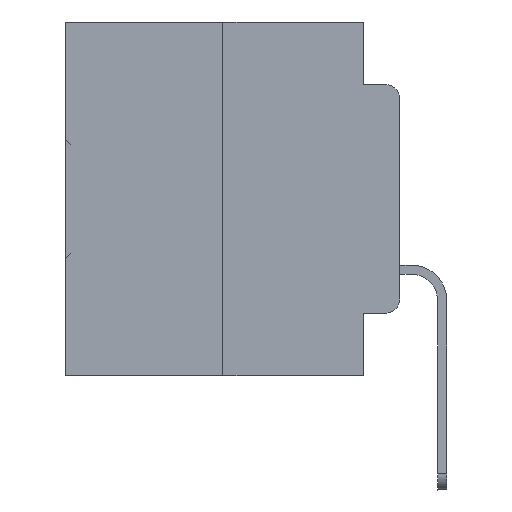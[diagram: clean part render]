
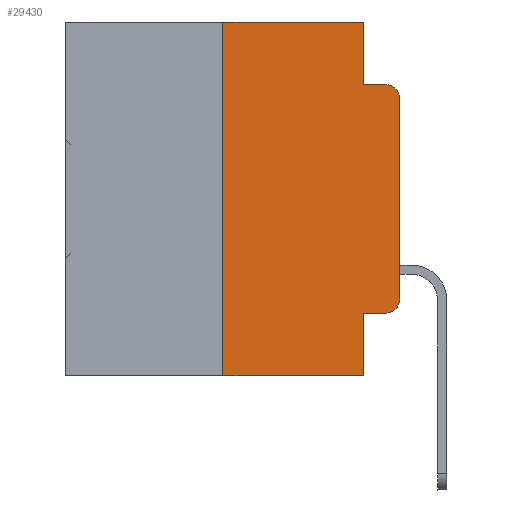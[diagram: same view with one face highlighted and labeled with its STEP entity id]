
A CAD part, left-side view. The second image highlights one B-rep face of the part: STEP entity #29430.
In plain terms, the highlighted planar face has unit normal (-1, 0, 0).
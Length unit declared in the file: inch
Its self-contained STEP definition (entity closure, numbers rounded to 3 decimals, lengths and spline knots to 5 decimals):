
#24 = CARTESIAN_POINT ( 'NONE',  ( 0., 0.051, 0. ) ) ;
#395 = DIRECTION ( 'NONE',  ( 0., 0., -1. ) ) ;
#484 = DIRECTION ( 'NONE',  ( 0., 0., -1. ) ) ;
#1622 = VECTOR ( 'NONE', #21967, 39.37008 ) ;
#2665 = PLANE ( 'NONE',  #8970 ) ;
#2685 = CARTESIAN_POINT ( 'NONE',  ( 0., 0.051, 0. ) ) ;
#2894 = CARTESIAN_POINT ( 'NONE',  ( 0., 0.02, -0.4115 ) ) ;
#2952 = AXIS2_PLACEMENT_3D ( 'NONE', #33306, #12107, #4279 ) ;
#4279 = DIRECTION ( 'NONE',  ( 0., 0., -1. ) ) ;
#4390 = ORIENTED_EDGE ( 'NONE', *, *, #13439, .F. ) ;
#4827 = ORIENTED_EDGE ( 'NONE', *, *, #7434, .F. ) ;
#4910 = DIRECTION ( 'NONE',  ( 0., 0., 1. ) ) ;
#5076 = EDGE_CURVE ( 'NONE', #28974, #10336, #10560, .T. ) ;
#5384 = EDGE_CURVE ( 'NONE', #31469, #24106, #8514, .T. ) ;
#5479 = DIRECTION ( 'NONE',  ( 0., 0., 1. ) ) ;
#5633 = LINE ( 'NONE', #29261, #27299 ) ;
#5717 = CARTESIAN_POINT ( 'NONE',  ( 0., 0.02, -0.1085 ) ) ;
#5839 = CARTESIAN_POINT ( 'NONE',  ( 0., 0.051, -0.5 ) ) ;
#6707 = VERTEX_POINT ( 'NONE', #26670 ) ;
#7102 = DIRECTION ( 'NONE',  ( 0., -1., 0. ) ) ;
#7210 = FACE_OUTER_BOUND ( 'NONE', #12230, .T. ) ;
#7434 = EDGE_CURVE ( 'NONE', #13603, #10336, #12546, .T. ) ;
#7552 = VECTOR ( 'NONE', #33205, 39.37008 ) ;
#8018 = CARTESIAN_POINT ( 'NONE',  ( 0., 0.051, -0.4115 ) ) ;
#8514 = CIRCLE ( 'NONE', #2952, 0.02 ) ;
#8970 = AXIS2_PLACEMENT_3D ( 'NONE', #25794, #17817, #395 ) ;
#9604 = CARTESIAN_POINT ( 'NONE',  ( 0., 0., 0. ) ) ;
#9682 = VERTEX_POINT ( 'NONE', #15168 ) ;
#9784 = EDGE_CURVE ( 'NONE', #13603, #31469, #23308, .T. ) ;
#10336 = VERTEX_POINT ( 'NONE', #5839 ) ;
#10560 = LINE ( 'NONE', #21152, #25678 ) ;
#10781 = ORIENTED_EDGE ( 'NONE', *, *, #5076, .T. ) ;
#11657 = EDGE_CURVE ( 'NONE', #6707, #29232, #28728, .T. ) ;
#12107 = DIRECTION ( 'NONE',  ( -1., 0., 0. ) ) ;
#12230 = EDGE_LOOP ( 'NONE', ( #29188, #12917, #19054, #4390, #14951, #24688, #10781, #4827, #26955, #26114 ) ) ;
#12546 = LINE ( 'NONE', #23132, #28504 ) ;
#12917 = ORIENTED_EDGE ( 'NONE', *, *, #11657, .T. ) ;
#13126 = LINE ( 'NONE', #26491, #13817 ) ;
#13355 = EDGE_CURVE ( 'NONE', #28974, #26179, #13126, .T. ) ;
#13439 = EDGE_CURVE ( 'NONE', #32394, #9682, #21276, .T. ) ;
#13603 = VERTEX_POINT ( 'NONE', #17449 ) ;
#13817 = VECTOR ( 'NONE', #5479, 39.37008 ) ;
#14951 = ORIENTED_EDGE ( 'NONE', *, *, #29548, .F. ) ;
#15168 = CARTESIAN_POINT ( 'NONE',  ( 0., 0.051, -0.0885 ) ) ;
#15177 = LINE ( 'NONE', #9604, #22503 ) ;
#16233 = DIRECTION ( 'NONE',  ( 0., -1., 0. ) ) ;
#16318 = DIRECTION ( 'NONE',  ( -1., 0., 0. ) ) ;
#16965 = CARTESIAN_POINT ( 'NONE',  ( 0., 0.02, -0.0885 ) ) ;
#17449 = CARTESIAN_POINT ( 'NONE',  ( 0., 0.051, -0.4115 ) ) ;
#17817 = DIRECTION ( 'NONE',  ( 1., 0., 0. ) ) ;
#19054 = ORIENTED_EDGE ( 'NONE', *, *, #26076, .F. ) ;
#20793 = CARTESIAN_POINT ( 'NONE',  ( 0., 0.25, -0.5 ) ) ;
#21152 = CARTESIAN_POINT ( 'NONE',  ( 0., 0.473, -0.5 ) ) ;
#21276 = LINE ( 'NONE', #2685, #1622 ) ;
#21967 = DIRECTION ( 'NONE',  ( 0., 0., -1. ) ) ;
#22503 = VECTOR ( 'NONE', #4910, 39.37008 ) ;
#23132 = CARTESIAN_POINT ( 'NONE',  ( 0., 0.051, 0. ) ) ;
#23308 = LINE ( 'NONE', #8018, #26951 ) ;
#24106 = VERTEX_POINT ( 'NONE', #27549 ) ;
#24688 = ORIENTED_EDGE ( 'NONE', *, *, #13355, .F. ) ;
#25207 = CARTESIAN_POINT ( 'NONE',  ( 0., 0.051, -0.0885 ) ) ;
#25594 = EDGE_CURVE ( 'NONE', #24106, #6707, #15177, .T. ) ;
#25678 = VECTOR ( 'NONE', #7102, 39.37008 ) ;
#25794 = CARTESIAN_POINT ( 'NONE',  ( 0., 0.473, 0. ) ) ;
#26076 = EDGE_CURVE ( 'NONE', #9682, #29232, #28330, .T. ) ;
#26114 = ORIENTED_EDGE ( 'NONE', *, *, #5384, .T. ) ;
#26179 = VERTEX_POINT ( 'NONE', #34228 ) ;
#26491 = CARTESIAN_POINT ( 'NONE',  ( 0., 0.25, 0. ) ) ;
#26670 = CARTESIAN_POINT ( 'NONE',  ( 0., 0., -0.1085 ) ) ;
#26951 = VECTOR ( 'NONE', #31478, 39.37008 ) ;
#26955 = ORIENTED_EDGE ( 'NONE', *, *, #9784, .T. ) ;
#27299 = VECTOR ( 'NONE', #16233, 39.37008 ) ;
#27549 = CARTESIAN_POINT ( 'NONE',  ( 0., 0., -0.3915 ) ) ;
#28330 = LINE ( 'NONE', #25207, #7552 ) ;
#28504 = VECTOR ( 'NONE', #33737, 39.37008 ) ;
#28718 = AXIS2_PLACEMENT_3D ( 'NONE', #5717, #16318, #484 ) ;
#28728 = CIRCLE ( 'NONE', #28718, 0.02 ) ;
#28974 = VERTEX_POINT ( 'NONE', #20793 ) ;
#29188 = ORIENTED_EDGE ( 'NONE', *, *, #25594, .T. ) ;
#29232 = VERTEX_POINT ( 'NONE', #16965 ) ;
#29261 = CARTESIAN_POINT ( 'NONE',  ( 0., 0.473, 0. ) ) ;
#29430 = ADVANCED_FACE ( 'NONE', ( #7210 ), #2665, .F. ) ;
#29548 = EDGE_CURVE ( 'NONE', #26179, #32394, #5633, .T. ) ;
#31469 = VERTEX_POINT ( 'NONE', #2894 ) ;
#31478 = DIRECTION ( 'NONE',  ( 0., -1., 0. ) ) ;
#32394 = VERTEX_POINT ( 'NONE', #24 ) ;
#33205 = DIRECTION ( 'NONE',  ( 0., -1., 0. ) ) ;
#33306 = CARTESIAN_POINT ( 'NONE',  ( 0., 0.02, -0.3915 ) ) ;
#33737 = DIRECTION ( 'NONE',  ( 0., 0., -1. ) ) ;
#34228 = CARTESIAN_POINT ( 'NONE',  ( 0., 0.25, 0. ) ) ;
